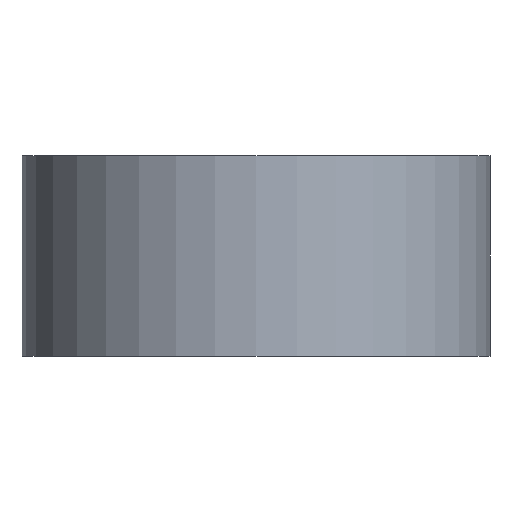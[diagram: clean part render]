
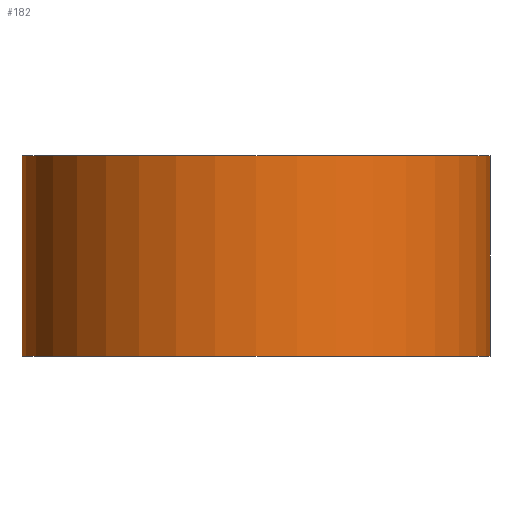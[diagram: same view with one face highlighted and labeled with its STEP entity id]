
A CAD part, front view. The second image highlights one B-rep face of the part: STEP entity #182.
In plain terms, the highlighted cylindrical face has radius 17.5 mm (diameter 35 mm), a partial arc.
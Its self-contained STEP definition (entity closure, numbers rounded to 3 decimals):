
#2 = CARTESIAN_POINT ( 'NONE',  ( -325.489, -138.619, 15. ) ) ;
#6 = ORIENTED_EDGE ( 'NONE', *, *, #46, .T. ) ;
#10 = CARTESIAN_POINT ( 'NONE',  ( -325.489, -138.619, 15. ) ) ;
#11 = CARTESIAN_POINT ( 'NONE',  ( -307.989, -138.619, 0. ) ) ;
#17 = EDGE_CURVE ( 'NONE', #28, #134, #94, .T. ) ;
#18 = CARTESIAN_POINT ( 'NONE',  ( -307.989, -138.619, 15. ) ) ;
#19 = CIRCLE ( 'NONE', #121, 17.5 ) ;
#27 = EDGE_CURVE ( 'NONE', #28, #61, #19, .T. ) ;
#28 = VERTEX_POINT ( 'NONE', #37 ) ;
#35 = CARTESIAN_POINT ( 'NONE',  ( -342.989, -138.619, 0. ) ) ;
#36 = DIRECTION ( 'NONE',  ( 1., 0., 0. ) ) ;
#37 = CARTESIAN_POINT ( 'NONE',  ( -342.989, -138.619, 15. ) ) ;
#38 = DIRECTION ( 'NONE',  ( 0., 0., -1. ) ) ;
#39 = ORIENTED_EDGE ( 'NONE', *, *, #17, .T. ) ;
#41 = EDGE_LOOP ( 'NONE', ( #118, #147, #39, #6 ) ) ;
#43 = FACE_OUTER_BOUND ( 'NONE', #41, .T. ) ;
#46 = EDGE_CURVE ( 'NONE', #134, #135, #89, .T. ) ;
#47 = VECTOR ( 'NONE', #38, 1000. ) ;
#52 = VECTOR ( 'NONE', #181, 1000. ) ;
#61 = VERTEX_POINT ( 'NONE', #185 ) ;
#89 = CIRCLE ( 'NONE', #208, 17.5 ) ;
#91 = DIRECTION ( 'NONE',  ( 0., 0., 1. ) ) ;
#92 = CYLINDRICAL_SURFACE ( 'NONE', #143, 17.5 ) ;
#93 = DIRECTION ( 'NONE',  ( 0., 0., -1. ) ) ;
#94 = LINE ( 'NONE', #152, #47 ) ;
#108 = DIRECTION ( 'NONE',  ( 1., 0., 0. ) ) ;
#111 = CARTESIAN_POINT ( 'NONE',  ( -325.489, -138.619, 0. ) ) ;
#118 = ORIENTED_EDGE ( 'NONE', *, *, #205, .F. ) ;
#121 = AXIS2_PLACEMENT_3D ( 'NONE', #10, #91, #36 ) ;
#134 = VERTEX_POINT ( 'NONE', #35 ) ;
#135 = VERTEX_POINT ( 'NONE', #11 ) ;
#143 = AXIS2_PLACEMENT_3D ( 'NONE', #2, #93, #167 ) ;
#147 = ORIENTED_EDGE ( 'NONE', *, *, #27, .F. ) ;
#149 = LINE ( 'NONE', #18, #52 ) ;
#152 = CARTESIAN_POINT ( 'NONE',  ( -342.989, -138.619, 15. ) ) ;
#157 = DIRECTION ( 'NONE',  ( 0., 0., 1. ) ) ;
#167 = DIRECTION ( 'NONE',  ( -1., 0., 0. ) ) ;
#181 = DIRECTION ( 'NONE',  ( 0., 0., -1. ) ) ;
#182 = ADVANCED_FACE ( 'NONE', ( #43 ), #92, .T. ) ;
#185 = CARTESIAN_POINT ( 'NONE',  ( -307.989, -138.619, 15. ) ) ;
#205 = EDGE_CURVE ( 'NONE', #61, #135, #149, .T. ) ;
#208 = AXIS2_PLACEMENT_3D ( 'NONE', #111, #157, #108 ) ;
